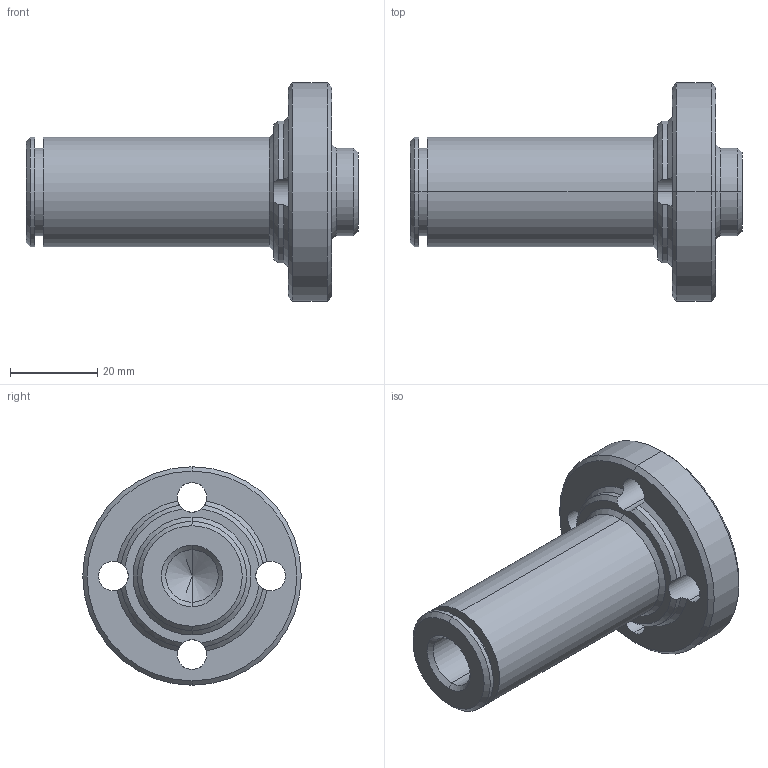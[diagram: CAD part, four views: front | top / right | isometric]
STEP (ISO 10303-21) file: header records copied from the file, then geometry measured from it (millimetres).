
FILE_DESCRIPTION (( 'STEP AP203' ), '1' );
FILE_NAME ('rear wheel axle.STEP', '2017-03-10T10:28:50', ( '' ), ( '' ), 'SwSTEP 2.0', 'SolidWorks 2015', '' );
FILE_SCHEMA (( 'CONFIG_CONTROL_DESIGN' ));
Length unit declared in the file: millimetre
Products named in the file (1): rear wheel axle
Bounding box: 76 x 50 x 50 mm (x, y, z)
Volume: 45253.9 mm3; surface area: 12491.1 mm2
Topology: 1 solids, 1 shells, 67 faces, 166 edges, 100 vertices
Faces by surface type: cone 34, cylinder 26, plane 7
Entity records: 2083 total; most frequent: CARTESIAN_POINT 378, DIRECTION 372, ORIENTED_EDGE 324, EDGE_CURVE 162, AXIS2_PLACEMENT_3D 158, VERTEX_POINT 100, CIRCLE 90, EDGE_LOOP 78
